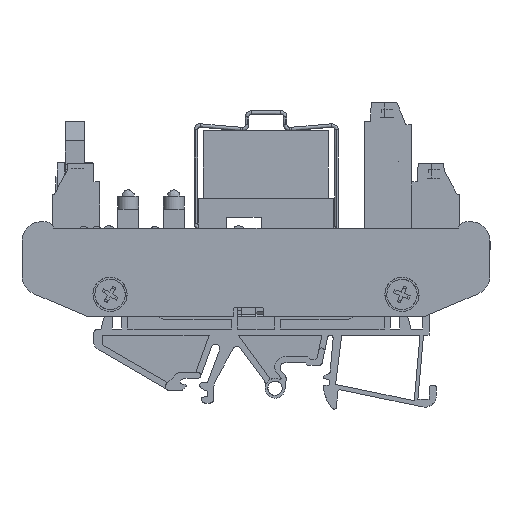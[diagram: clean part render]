
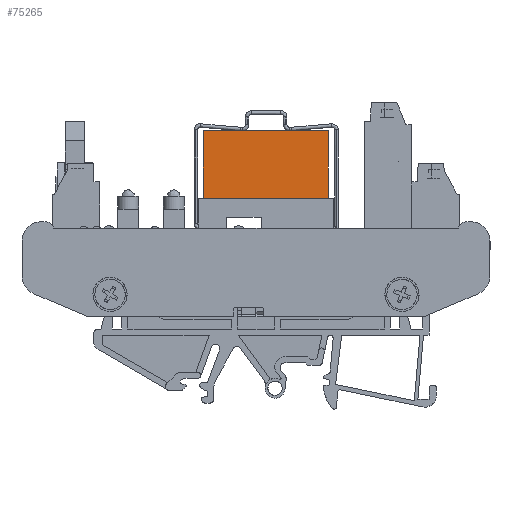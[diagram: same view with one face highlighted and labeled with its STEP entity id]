
A CAD part, left-side view. The second image highlights one B-rep face of the part: STEP entity #75265.
In plain terms, the highlighted planar face has unit normal (-1, 0, 0).
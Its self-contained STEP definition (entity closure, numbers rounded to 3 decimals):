
#75238=AXIS2_PLACEMENT_3D('Plane Axis2P3D',#75235,#75236,#75237) ;
#75203=CARTESIAN_POINT('Vertex',(6.45,66.35,48.752)) ;
#75219=CARTESIAN_POINT('Vertex',(6.45,37.35,48.752)) ;
#75222=CARTESIAN_POINT('Line Origine',(6.45,51.85,48.752)) ;
#75235=CARTESIAN_POINT('Axis2P3D Location',(6.45,66.35,48.752)) ;
#75240=CARTESIAN_POINT('Line Origine',(6.45,66.35,56.602)) ;
#75244=CARTESIAN_POINT('Vertex',(6.45,66.35,64.452)) ;
#75247=CARTESIAN_POINT('Line Origine',(6.45,37.35,56.602)) ;
#75251=CARTESIAN_POINT('Vertex',(6.45,37.35,64.452)) ;
#75254=CARTESIAN_POINT('Line Origine',(6.45,51.85,64.452)) ;
#75223=DIRECTION('Vector Direction',(0.,-1.,0.)) ;
#75236=DIRECTION('Axis2P3D Direction',(-1.,0.,0.)) ;
#75237=DIRECTION('Axis2P3D XDirection',(0.,0.,1.)) ;
#75241=DIRECTION('Vector Direction',(0.,0.,-1.)) ;
#75248=DIRECTION('Vector Direction',(0.,0.,-1.)) ;
#75255=DIRECTION('Vector Direction',(0.,-1.,0.)) ;
#75224=VECTOR('Line Direction',#75223,1.) ;
#75242=VECTOR('Line Direction',#75241,1.) ;
#75249=VECTOR('Line Direction',#75248,1.) ;
#75256=VECTOR('Line Direction',#75255,1.) ;
#75260=ORIENTED_EDGE('',*,*,#75246,.T.) ;
#75261=ORIENTED_EDGE('',*,*,#75226,.T.) ;
#75262=ORIENTED_EDGE('',*,*,#75253,.F.) ;
#75263=ORIENTED_EDGE('',*,*,#75258,.F.) ;
#75265=ADVANCED_FACE('NONE',(#75264),#75239,.T.) ;
#75226=EDGE_CURVE('',#75204,#75220,#75225,.T.) ;
#75246=EDGE_CURVE('',#75245,#75204,#75243,.T.) ;
#75253=EDGE_CURVE('',#75252,#75220,#75250,.T.) ;
#75258=EDGE_CURVE('',#75245,#75252,#75257,.T.) ;
#75259=EDGE_LOOP('',(#75260,#75261,#75262,#75263)) ;
#75264=FACE_OUTER_BOUND('',#75259,.T.) ;
#75225=LINE('Line',#75222,#75224) ;
#75243=LINE('Line',#75240,#75242) ;
#75250=LINE('Line',#75247,#75249) ;
#75257=LINE('Line',#75254,#75256) ;
#75239=PLANE('',#75238) ;
#75204=VERTEX_POINT('',#75203) ;
#75220=VERTEX_POINT('',#75219) ;
#75245=VERTEX_POINT('',#75244) ;
#75252=VERTEX_POINT('',#75251) ;
